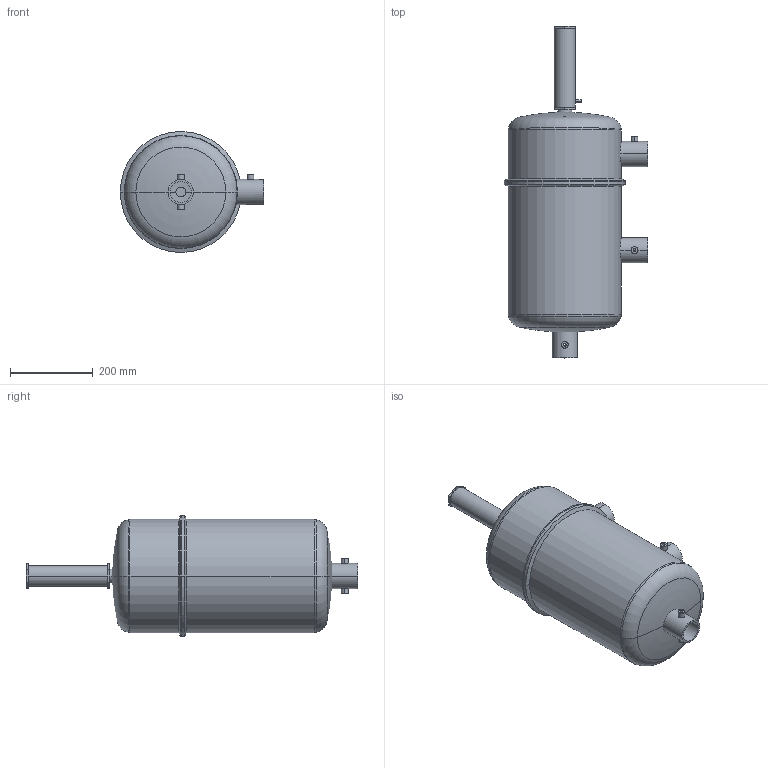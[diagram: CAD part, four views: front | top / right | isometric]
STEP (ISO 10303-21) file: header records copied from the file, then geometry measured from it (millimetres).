
FILE_DESCRIPTION (( 'STEP AP203' ), '1' );
FILE_NAME ('B2-90.STEP', '2020-07-16T18:19:04', ( '' ), ( '' ), 'SwSTEP 2.0', 'SolidWorks 2017', '' );
FILE_SCHEMA (( 'CONFIG_CONTROL_DESIGN' ));
Length unit declared in the file: inch
Products named in the file (1): B2-90
Bounding box: 346.2 x 801.35 x 292.1 mm (x, y, z)
Volume: 3102325.1 mm3; surface area: 1182673.5 mm2
Topology: 5 solids, 5 shells, 117 faces, 274 edges, 166 vertices
Faces by surface type: cylinder 56, plane 29, torus 24, cone 8
Entity records: 4605 total; most frequent: CARTESIAN_POINT 1794, DIRECTION 596, ORIENTED_EDGE 548, EDGE_CURVE 274, AXIS2_PLACEMENT_3D 244, VERTEX_POINT 166, EDGE_LOOP 138, CIRCLE 126
